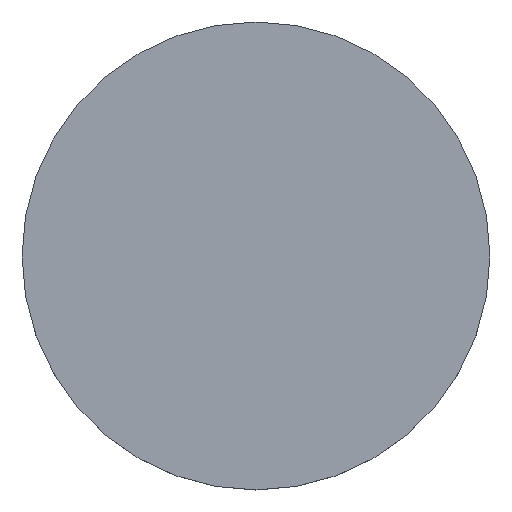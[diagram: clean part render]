
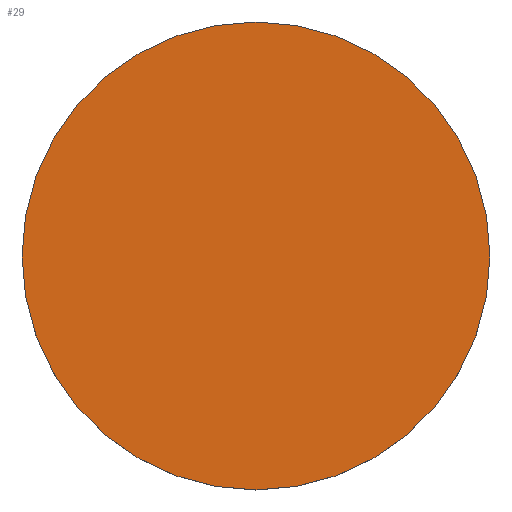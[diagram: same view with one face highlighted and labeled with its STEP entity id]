
A CAD part, top view. The second image highlights one B-rep face of the part: STEP entity #29.
In plain terms, the highlighted planar face has unit normal (0, 0, 1).
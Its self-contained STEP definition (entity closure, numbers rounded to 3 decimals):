
#12 = DIRECTION ( 'NONE',  ( 1., 0., 0. ) ) ;
#26 = DIRECTION ( 'NONE',  ( 1., 0., 0. ) ) ;
#29 = ADVANCED_FACE ( 'NONE', ( #160 ), #138, .T. ) ;
#38 = CARTESIAN_POINT ( 'NONE',  ( -20., 0., 3. ) ) ;
#41 = AXIS2_PLACEMENT_3D ( 'NONE', #125, #109, #12 ) ;
#55 = EDGE_LOOP ( 'NONE', ( #135, #117 ) ) ;
#60 = DIRECTION ( 'NONE',  ( 0., 0., 1. ) ) ;
#61 = AXIS2_PLACEMENT_3D ( 'NONE', #158, #60, #26 ) ;
#74 = AXIS2_PLACEMENT_3D ( 'NONE', #96, #113, #126 ) ;
#75 = VERTEX_POINT ( 'NONE', #38 ) ;
#90 = EDGE_CURVE ( 'NONE', #165, #75, #153, .T. ) ;
#95 = CIRCLE ( 'NONE', #74, 20. ) ;
#96 = CARTESIAN_POINT ( 'NONE',  ( 0., 0., 3. ) ) ;
#109 = DIRECTION ( 'NONE',  ( 0., 0., 1. ) ) ;
#112 = EDGE_CURVE ( 'NONE', #75, #165, #95, .T. ) ;
#113 = DIRECTION ( 'NONE',  ( 0., 0., 1. ) ) ;
#117 = ORIENTED_EDGE ( 'NONE', *, *, #90, .T. ) ;
#125 = CARTESIAN_POINT ( 'NONE',  ( 0., 0., 3. ) ) ;
#126 = DIRECTION ( 'NONE',  ( 1., 0., 0. ) ) ;
#135 = ORIENTED_EDGE ( 'NONE', *, *, #112, .T. ) ;
#138 = PLANE ( 'NONE',  #41 ) ;
#144 = CARTESIAN_POINT ( 'NONE',  ( 20., 0., 3. ) ) ;
#153 = CIRCLE ( 'NONE', #61, 20. ) ;
#158 = CARTESIAN_POINT ( 'NONE',  ( 0., 0., 3. ) ) ;
#160 = FACE_OUTER_BOUND ( 'NONE', #55, .T. ) ;
#165 = VERTEX_POINT ( 'NONE', #144 ) ;
